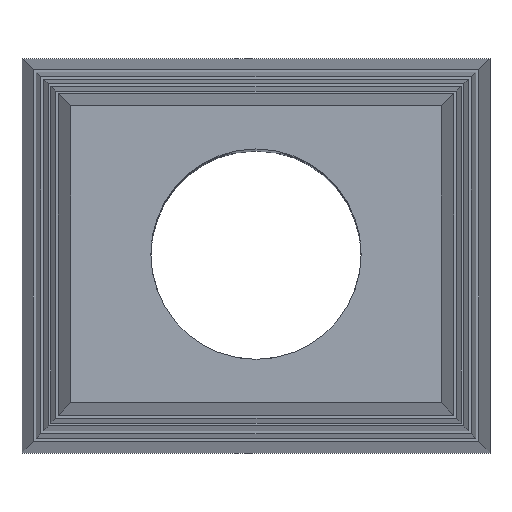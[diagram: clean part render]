
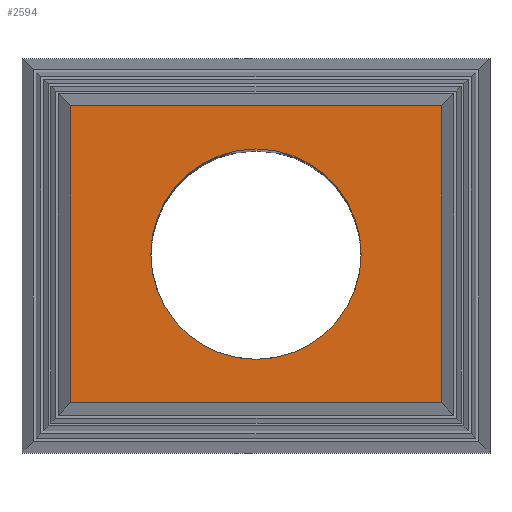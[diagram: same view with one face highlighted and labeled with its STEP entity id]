
A CAD part, top view. The second image highlights one B-rep face of the part: STEP entity #2594.
In plain terms, the highlighted planar face has unit normal (0, 0, 1).
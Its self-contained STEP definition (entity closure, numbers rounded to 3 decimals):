
#261 = VERTEX_POINT ( 'NONE', #2694 ) ;
#334 = CARTESIAN_POINT ( 'NONE',  ( 2., 0., 22.3 ) ) ;
#414 = EDGE_CURVE ( 'NONE', #3120, #677, #1814, .T. ) ;
#522 = EDGE_CURVE ( 'NONE', #716, #2639, #2020, .T. ) ;
#559 = EDGE_CURVE ( 'NONE', #261, #2482, #2023, .T. ) ;
#617 = EDGE_CURVE ( 'NONE', #677, #261, #2133, .T. ) ;
#635 = EDGE_CURVE ( 'NONE', #2639, #716, #2167, .T. ) ;
#677 = VERTEX_POINT ( 'NONE', #1131 ) ;
#716 = VERTEX_POINT ( 'NONE', #1124 ) ;
#877 = FACE_BOUND ( 'NONE', #1760, .T. ) ;
#880 = FACE_OUTER_BOUND ( 'NONE', #1722, .T. ) ;
#974 = ORIENTED_EDGE ( 'NONE', *, *, #559, .T. ) ;
#984 = ORIENTED_EDGE ( 'NONE', *, *, #617, .T. ) ;
#997 = ORIENTED_EDGE ( 'NONE', *, *, #414, .T. ) ;
#1013 = ORIENTED_EDGE ( 'NONE', *, *, #1598, .T. ) ;
#1080 = CARTESIAN_POINT ( 'NONE',  ( -3.522, 2.822, 22.3 ) ) ;
#1124 = CARTESIAN_POINT ( 'NONE',  ( -2., 0., 22.3 ) ) ;
#1131 = CARTESIAN_POINT ( 'NONE',  ( -3.522, -2.822, 22.3 ) ) ;
#1328 = CARTESIAN_POINT ( 'NONE',  ( 3.522, -3.75, 22.3 ) ) ;
#1360 = CARTESIAN_POINT ( 'NONE',  ( 0., 0., 22.3 ) ) ;
#1361 = DIRECTION ( 'NONE',  ( 0., 0., 1. ) ) ;
#1362 = DIRECTION ( 'NONE',  ( 1., 0., 0. ) ) ;
#1366 = DIRECTION ( 'NONE',  ( 0., 1., 0. ) ) ;
#1488 = CARTESIAN_POINT ( 'NONE',  ( -4.45, -2.822, 22.3 ) ) ;
#1489 = DIRECTION ( 'NONE',  ( 1., 0., 0. ) ) ;
#1518 = DIRECTION ( 'NONE',  ( 1., 0., 0. ) ) ;
#1532 = CARTESIAN_POINT ( 'NONE',  ( 0., 0., 22.3 ) ) ;
#1533 = DIRECTION ( 'NONE',  ( 0., 0., 1. ) ) ;
#1598 = EDGE_CURVE ( 'NONE', #2482, #3120, #2223, .T. ) ;
#1722 = EDGE_LOOP ( 'NONE', ( #974, #1013, #997, #984 ) ) ;
#1760 = EDGE_LOOP ( 'NONE', ( #3200, #3140 ) ) ;
#1814 = LINE ( 'NONE', #2656, #1816 ) ;
#1816 = VECTOR ( 'NONE', #2710, 1000. ) ;
#2020 = CIRCLE ( 'NONE', #2434, 2. ) ;
#2023 = LINE ( 'NONE', #1328, #2028 ) ;
#2028 = VECTOR ( 'NONE', #1366, 1000. ) ;
#2133 = LINE ( 'NONE', #1488, #2136 ) ;
#2136 = VECTOR ( 'NONE', #1489, 1000. ) ;
#2167 = CIRCLE ( 'NONE', #2443, 2. ) ;
#2223 = LINE ( 'NONE', #2329, #2226 ) ;
#2226 = VECTOR ( 'NONE', #2372, 1000. ) ;
#2309 = CARTESIAN_POINT ( 'NONE',  ( 3.522, 2.822, 22.3 ) ) ;
#2329 = CARTESIAN_POINT ( 'NONE',  ( 4.45, 2.822, 22.3 ) ) ;
#2372 = DIRECTION ( 'NONE',  ( -1., 0., 0. ) ) ;
#2434 = AXIS2_PLACEMENT_3D ( 'NONE', #1360, #1361, #1362 ) ;
#2443 = AXIS2_PLACEMENT_3D ( 'NONE', #1532, #1533, #1518 ) ;
#2482 = VERTEX_POINT ( 'NONE', #2309 ) ;
#2594 = ADVANCED_FACE ( 'NONE', ( #877, #880 ), #2996, .T. ) ;
#2639 = VERTEX_POINT ( 'NONE', #334 ) ;
#2656 = CARTESIAN_POINT ( 'NONE',  ( -3.522, 3.75, 22.3 ) ) ;
#2694 = CARTESIAN_POINT ( 'NONE',  ( 3.522, -2.822, 22.3 ) ) ;
#2710 = DIRECTION ( 'NONE',  ( 0., -1., 0. ) ) ;
#2915 = DIRECTION ( 'NONE',  ( 0., 0., 1. ) ) ;
#2980 = DIRECTION ( 'NONE',  ( 1., 0., 0. ) ) ;
#2996 = PLANE ( 'NONE',  #3029 ) ;
#2999 = CARTESIAN_POINT ( 'NONE',  ( 0., 0., 22.3 ) ) ;
#3029 = AXIS2_PLACEMENT_3D ( 'NONE', #2999, #2915, #2980 ) ;
#3120 = VERTEX_POINT ( 'NONE', #1080 ) ;
#3140 = ORIENTED_EDGE ( 'NONE', *, *, #522, .F. ) ;
#3200 = ORIENTED_EDGE ( 'NONE', *, *, #635, .F. ) ;
